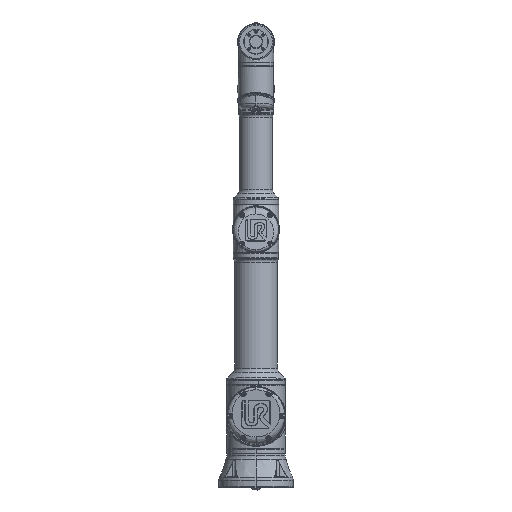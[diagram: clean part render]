
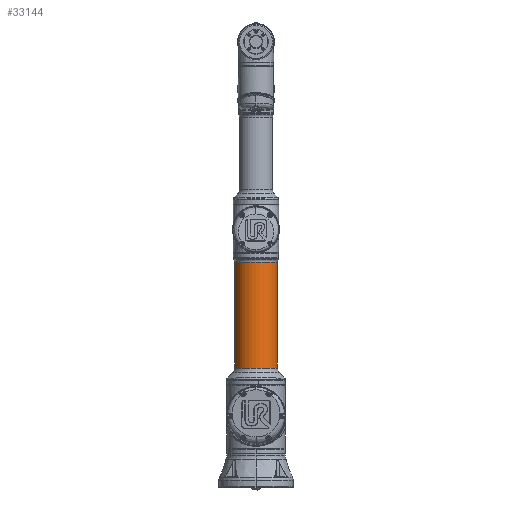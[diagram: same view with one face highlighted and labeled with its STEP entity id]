
A CAD part, top view. The second image highlights one B-rep face of the part: STEP entity #33144.
In plain terms, the highlighted cylindrical face has radius 55 mm (diameter 110 mm), a partial arc.
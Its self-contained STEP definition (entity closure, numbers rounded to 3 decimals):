
#13279 = LINE ( 'NONE', #119720, #184753 ) ;
#27559 = EDGE_LOOP ( 'NONE', ( #92903, #218529, #179200, #288630 ) ) ;
#28318 = CIRCLE ( 'NONE', #36129, 55. ) ;
#33144 = ADVANCED_FACE ( 'NONE', ( #287807 ), #157753, .T. ) ;
#36129 = AXIS2_PLACEMENT_3D ( 'NONE', #126967, #169127, #191670 ) ;
#47119 = CARTESIAN_POINT ( 'NONE',  ( 55., 304.242, 176. ) ) ;
#70805 = VERTEX_POINT ( 'NONE', #161105 ) ;
#87830 = DIRECTION ( 'NONE',  ( 0., 1., 0. ) ) ;
#91917 = EDGE_CURVE ( 'NONE', #165130, #218315, #28318, .T. ) ;
#92248 = DIRECTION ( 'NONE',  ( -1., 0., 0. ) ) ;
#92903 = ORIENTED_EDGE ( 'NONE', *, *, #91917, .T. ) ;
#119720 = CARTESIAN_POINT ( 'NONE',  ( 55., 272.1, 176. ) ) ;
#121004 = EDGE_CURVE ( 'NONE', #165130, #70805, #204036, .T. ) ;
#126967 = CARTESIAN_POINT ( 'NONE',  ( 0., 304.242, 176. ) ) ;
#135225 = CARTESIAN_POINT ( 'NONE',  ( 0., 575.358, 176. ) ) ;
#149480 = CARTESIAN_POINT ( 'NONE',  ( -55., 304.242, 176. ) ) ;
#157753 = CYLINDRICAL_SURFACE ( 'NONE', #289930, 55. ) ;
#161105 = CARTESIAN_POINT ( 'NONE',  ( -55., 575.358, 176. ) ) ;
#164584 = CIRCLE ( 'NONE', #183726, 55. ) ;
#165130 = VERTEX_POINT ( 'NONE', #149480 ) ;
#168747 = VECTOR ( 'NONE', #197444, 1000. ) ;
#169127 = DIRECTION ( 'NONE',  ( 0., 1., 0. ) ) ;
#179200 = ORIENTED_EDGE ( 'NONE', *, *, #280252, .T. ) ;
#183726 = AXIS2_PLACEMENT_3D ( 'NONE', #135225, #227275, #92248 ) ;
#184753 = VECTOR ( 'NONE', #233278, 1000. ) ;
#191670 = DIRECTION ( 'NONE',  ( -1., 0., 0. ) ) ;
#196600 = CARTESIAN_POINT ( 'NONE',  ( 0., 272.1, 176. ) ) ;
#197444 = DIRECTION ( 'NONE',  ( 0., 1., 0. ) ) ;
#204036 = LINE ( 'NONE', #285735, #168747 ) ;
#218315 = VERTEX_POINT ( 'NONE', #47119 ) ;
#218529 = ORIENTED_EDGE ( 'NONE', *, *, #264113, .T. ) ;
#225108 = CARTESIAN_POINT ( 'NONE',  ( 55., 575.358, 176. ) ) ;
#227275 = DIRECTION ( 'NONE',  ( 0., -1., 0. ) ) ;
#233278 = DIRECTION ( 'NONE',  ( 0., 1., 0. ) ) ;
#244430 = DIRECTION ( 'NONE',  ( -1., 0., 0. ) ) ;
#264113 = EDGE_CURVE ( 'NONE', #218315, #270268, #13279, .T. ) ;
#270268 = VERTEX_POINT ( 'NONE', #225108 ) ;
#280252 = EDGE_CURVE ( 'NONE', #270268, #70805, #164584, .T. ) ;
#285735 = CARTESIAN_POINT ( 'NONE',  ( -55., 272.1, 176. ) ) ;
#287807 = FACE_OUTER_BOUND ( 'NONE', #27559, .T. ) ;
#288630 = ORIENTED_EDGE ( 'NONE', *, *, #121004, .F. ) ;
#289930 = AXIS2_PLACEMENT_3D ( 'NONE', #196600, #87830, #244430 ) ;
